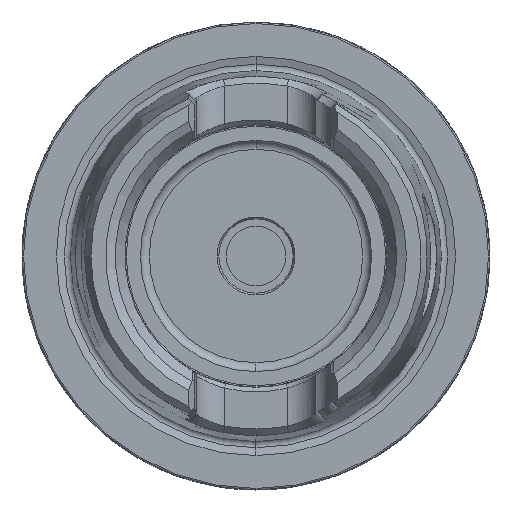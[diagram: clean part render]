
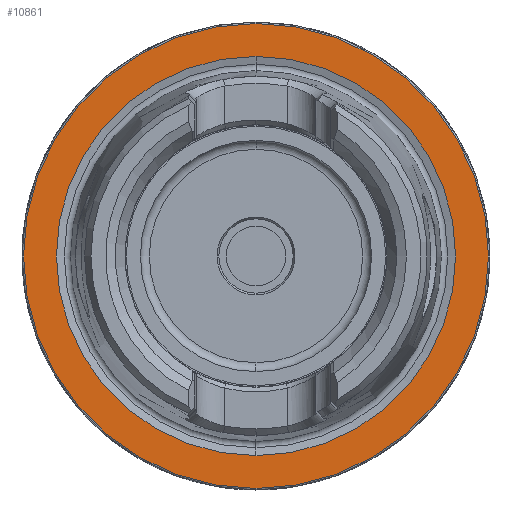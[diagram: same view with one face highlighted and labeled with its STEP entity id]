
A CAD part, left-side view. The second image highlights one B-rep face of the part: STEP entity #10861.
In plain terms, the highlighted planar face has unit normal (-1, 0, 0).
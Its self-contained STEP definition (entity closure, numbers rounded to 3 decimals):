
#208 = ORIENTED_EDGE ( 'NONE', *, *, #8909, .F. ) ;
#238 = VERTEX_POINT ( 'NONE', #6387 ) ;
#610 = DIRECTION ( 'NONE',  ( 0., 0., 1. ) ) ;
#632 = DIRECTION ( 'NONE',  ( 0., 0., 1. ) ) ;
#1086 = AXIS2_PLACEMENT_3D ( 'NONE', #8851, #2760, #9877 ) ;
#1358 = DIRECTION ( 'NONE',  ( -1., 0., 0. ) ) ;
#2275 = DIRECTION ( 'NONE',  ( 0., 0., -1. ) ) ;
#2412 = EDGE_CURVE ( 'NONE', #2855, #12417, #7432, .T. ) ;
#2468 = CARTESIAN_POINT ( 'NONE',  ( 0., 0., 31.275 ) ) ;
#2760 = DIRECTION ( 'NONE',  ( -1., 0., 0. ) ) ;
#2855 = VERTEX_POINT ( 'NONE', #13145 ) ;
#3417 = EDGE_LOOP ( 'NONE', ( #4107, #5670 ) ) ;
#3439 = CIRCLE ( 'NONE', #1086, 31.275 ) ;
#3444 = AXIS2_PLACEMENT_3D ( 'NONE', #6632, #10569, #610 ) ;
#3519 = EDGE_LOOP ( 'NONE', ( #208, #3828 ) ) ;
#3828 = ORIENTED_EDGE ( 'NONE', *, *, #2412, .F. ) ;
#4043 = FACE_OUTER_BOUND ( 'NONE', #3417, .T. ) ;
#4107 = ORIENTED_EDGE ( 'NONE', *, *, #8202, .T. ) ;
#4726 = CIRCLE ( 'NONE', #5027, 26.85 ) ;
#5027 = AXIS2_PLACEMENT_3D ( 'NONE', #12930, #6822, #632 ) ;
#5350 = DIRECTION ( 'NONE',  ( 1., 0., 0. ) ) ;
#5670 = ORIENTED_EDGE ( 'NONE', *, *, #6546, .T. ) ;
#6024 = CARTESIAN_POINT ( 'NONE',  ( 0., 0., 26.85 ) ) ;
#6387 = CARTESIAN_POINT ( 'NONE',  ( 0., 0., -31.275 ) ) ;
#6546 = EDGE_CURVE ( 'NONE', #238, #6930, #7262, .T. ) ;
#6632 = CARTESIAN_POINT ( 'NONE',  ( 0., 0., 0. ) ) ;
#6822 = DIRECTION ( 'NONE',  ( -1., 0., 0. ) ) ;
#6930 = VERTEX_POINT ( 'NONE', #2468 ) ;
#7262 = CIRCLE ( 'NONE', #9248, 31.275 ) ;
#7354 = CARTESIAN_POINT ( 'NONE',  ( 0., 31.275, 0. ) ) ;
#7432 = CIRCLE ( 'NONE', #3444, 26.85 ) ;
#7513 = CARTESIAN_POINT ( 'NONE',  ( 0., 0., 0. ) ) ;
#8202 = EDGE_CURVE ( 'NONE', #6930, #238, #3439, .T. ) ;
#8372 = PLANE ( 'NONE',  #8653 ) ;
#8528 = DIRECTION ( 'NONE',  ( 0., 0., 1. ) ) ;
#8653 = AXIS2_PLACEMENT_3D ( 'NONE', #7354, #5350, #2275 ) ;
#8851 = CARTESIAN_POINT ( 'NONE',  ( 0., 0., 0. ) ) ;
#8909 = EDGE_CURVE ( 'NONE', #12417, #2855, #4726, .T. ) ;
#9248 = AXIS2_PLACEMENT_3D ( 'NONE', #7513, #1358, #8528 ) ;
#9428 = FACE_BOUND ( 'NONE', #3519, .T. ) ;
#9877 = DIRECTION ( 'NONE',  ( 0., 0., 1. ) ) ;
#10569 = DIRECTION ( 'NONE',  ( -1., 0., 0. ) ) ;
#10861 = ADVANCED_FACE ( 'NONE', ( #9428, #4043 ), #8372, .F. ) ;
#12417 = VERTEX_POINT ( 'NONE', #6024 ) ;
#12930 = CARTESIAN_POINT ( 'NONE',  ( 0., 0., 0. ) ) ;
#13145 = CARTESIAN_POINT ( 'NONE',  ( 0., 0., -26.85 ) ) ;
